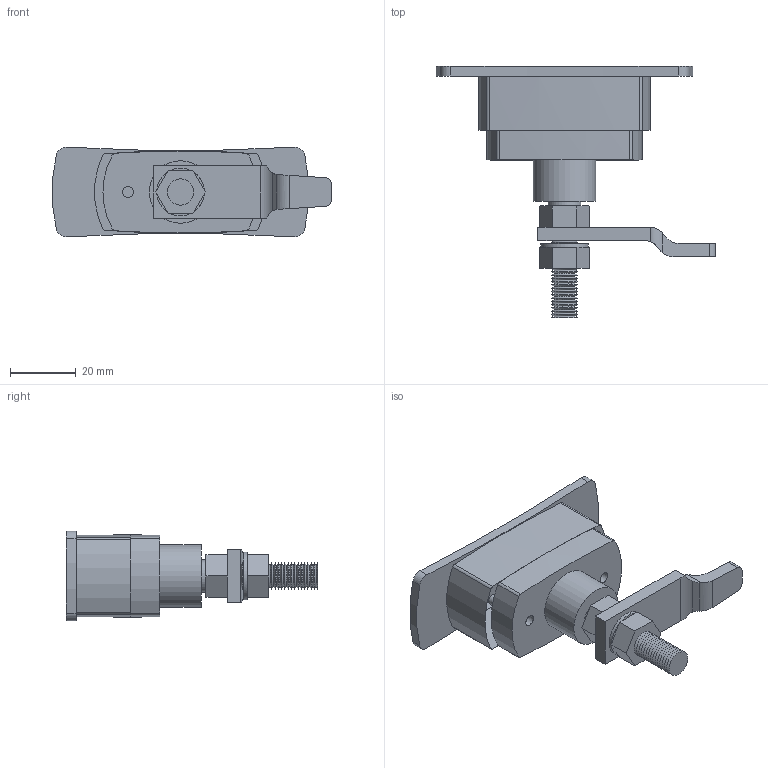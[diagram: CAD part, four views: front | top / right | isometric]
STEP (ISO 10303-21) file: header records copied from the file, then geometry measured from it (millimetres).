
FILE_DESCRIPTION( ( 'STEP AP214' ), '1' );
FILE_NAME( 'SK1-078.stp', '2024-01-16T06:20:18', ( 'License CC BY-ND 4.0' ), ( 'CADENAS' ), ' ', 'PARTsolutions', ' ' );
FILE_SCHEMA( ( 'AUTOMOTIVE_DESIGN { 1 0 10303 214 1 1 1 1 }' ) );
Length unit declared in the file: millimetre
Products named in the file (4): SK1-078; _SK1-078_1; _SK1-078_2; _SK1-078_3
Assembly tree (3 placements, depth 2):
  SK1-078
    _SK1-078_1
    _SK1-078_2
    _SK1-078_3
Bounding box: 84.87 x 76.5 x 27.28 mm (x, y, z)
Volume: 45288 mm3; surface area: 14022 mm2
Topology: 3 solids, 3 shells, 156 faces, 356 edges, 216 vertices
Faces by surface type: plane 60, cone 55, cylinder 41
Full cylindrical faces by diameter (mm): 3.3 x2, 6 x1, 8 x1, 10 x1, 14.5 x1, 19 x1
Entity records: 5372 total; most frequent: DIRECTION 756, CARTESIAN_POINT 716, ORIENTED_EDGE 578, AXIS2_PLACEMENT_3D 313, EDGE_CURVE 289, EDGE_LOOP 230, VERTEX_POINT 211, FACE_OUTER_BOUND 163
